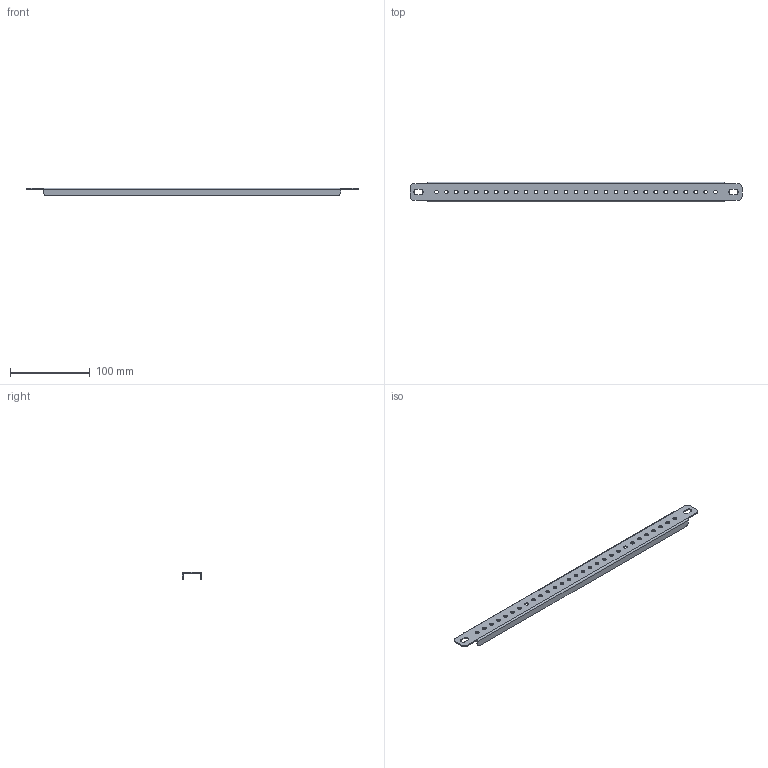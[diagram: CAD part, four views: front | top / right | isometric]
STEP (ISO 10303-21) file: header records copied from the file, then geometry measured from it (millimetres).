
FILE_DESCRIPTION (( 'STEP AP214' ), '1' );
FILE_NAME ('497.150.STEP', '2024-04-26T03:55:30', ( '' ), ( '' ), 'SwSTEP 2.0', 'SolidWorks 2021', '' );
FILE_SCHEMA (( 'AUTOMOTIVE_DESIGN' ));
Length unit declared in the file: millimetre
Products named in the file (1): 497.150
Bounding box: 416.3 x 25 x 10 mm (x, y, z)
Volume: 23282.6 mm3; surface area: 33110.3 mm2
Topology: 1 solids, 1 shells, 98 faces, 280 edges, 184 vertices
Faces by surface type: cylinder 76, plane 22
Entity records: 3430 total; most frequent: DIRECTION 630, CARTESIAN_POINT 563, ORIENTED_EDGE 560, EDGE_CURVE 280, AXIS2_PLACEMENT_3D 251, VERTEX_POINT 184, EDGE_LOOP 160, CIRCLE 152
